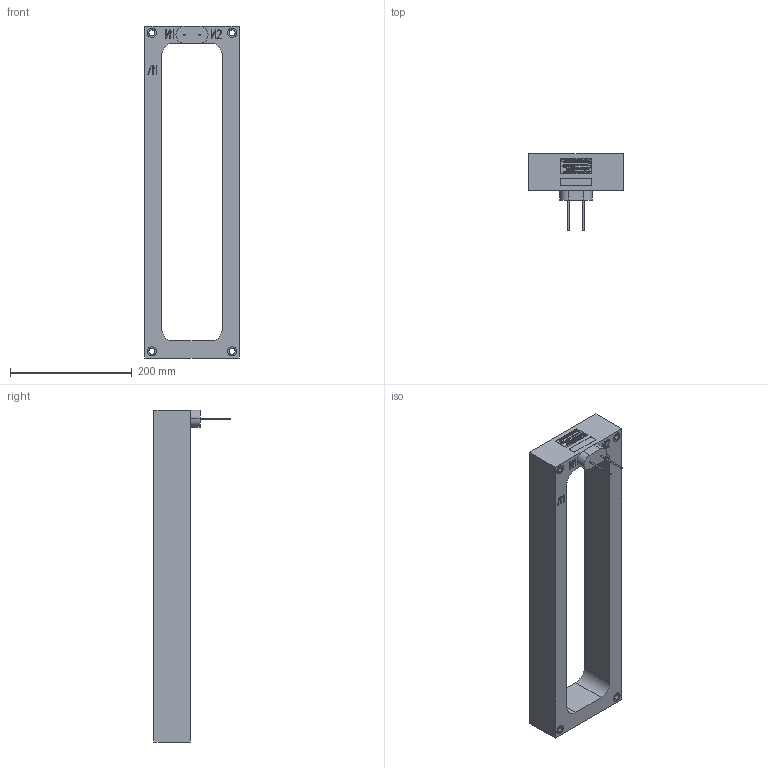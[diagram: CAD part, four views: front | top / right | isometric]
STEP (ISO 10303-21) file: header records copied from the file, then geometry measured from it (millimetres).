
FILE_DESCRIPTION (( 'STEP AP214' ), '1' );
FILE_NAME ('ﾒﾇﾋﾊ-0,66-4ﾏ.STEP', '2024-04-10T12:03:20', ( '' ), ( '' ), 'SwSTEP 2.0', 'SolidWorks 2014', '' );
FILE_SCHEMA (( 'AUTOMOTIVE_DESIGN' ));
Length unit declared in the file: millimetre
Products named in the file (10): ﾒﾇﾋﾊ-0,66-4ﾏ; 屡扔.754342.003 亦犭梓赅 忭桁囗桢; 屡扔.713171.014 买箅赅; �������� ����-0,66-4_01 (��. 4� � �஢�����); Âèíò ÃÎÑÒ 17473-80_6å10; ÂÅÈÓ.754312.235 Òàáëè÷êà íà òðàíñôîðìàòîð òîêà ÒÇËÊ-0,66; ﾘ琺矜 ﾃﾎﾑﾒ 11371-78_5; Øàéáà ïðóæ. ÃÎÑÒ 6402-70_5; ÂÅÈÓ.684419.024 Ìàãíèòîïðîâîä ñ îáìîòêîé_00; ÂÅÈÓ.758414.001 Ãàéêà êîíòàêòíàÿ_-01
Assembly tree (16 placements, depth 3):
  ﾒﾇﾋﾊ-0,66-4ﾏ
    ÂÅÈÓ.684419.024 Ìàãíèòîïðîâîä ñ îáìîòêîé_00
      ÂÅÈÓ.758414.001 Ãàéêà êîíòàêòíàÿ_-01  x2
    Øàéáà ïðóæ. ÃÎÑÒ 6402-70_5  x2
    ﾘ琺矜 ﾃﾎﾑﾒ 11371-78_5  x2
    ÂÅÈÓ.754312.235 Òàáëè÷êà íà òðàíñôîðìàòîð òîêà ÒÇËÊ-0,66
    Âèíò ÃÎÑÒ 17473-80_6å10  x2
    �������� ����-0,66-4_01 (��. 4� � �஢�����)
    屡扔.713171.014 买箅赅  x4
    屡扔.754342.003 亦犭梓赅 忭桁囗桢
Bounding box: 155 x 126.8 x 546.3 mm (x, y, z)
Volume: 2170353.6 mm3; surface area: 264414.2 mm2
Topology: 18 solids, 20 shells, 1633 faces, 4245 edges, 2822 vertices
Faces by surface type: plane 827, bspline 684, cylinder 99, cone 19, sphere 4
Entity records: 94470 total; most frequent: CARTESIAN_POINT 46532, ORIENTED_EDGE 8186, DIRECTION 4663, EDGE_CURVE 4093, VERTEX_POINT 2724, LINE 2569, VECTOR 2569, EDGE_LOOP 1739
